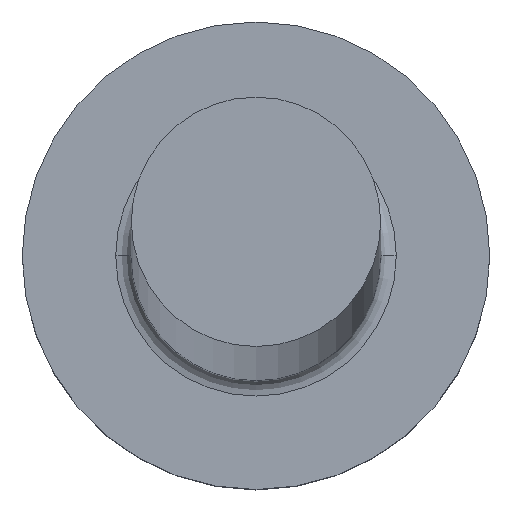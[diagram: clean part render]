
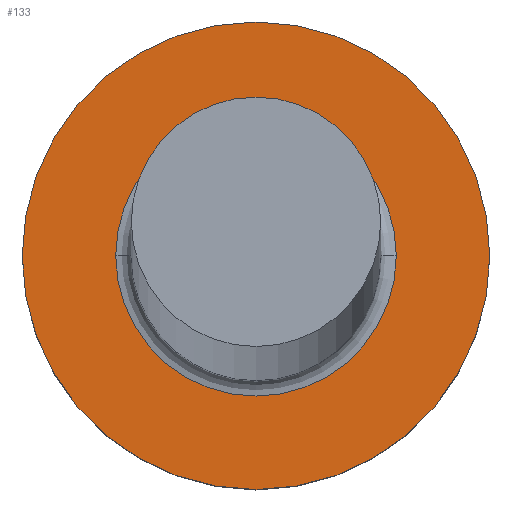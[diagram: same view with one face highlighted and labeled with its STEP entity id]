
A CAD part, top view. The second image highlights one B-rep face of the part: STEP entity #133.
In plain terms, the highlighted planar face has unit normal (0, 0, 1).
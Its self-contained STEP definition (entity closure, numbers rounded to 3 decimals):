
#2 = DIRECTION ( 'NONE',  ( 0., 0., 1. ) ) ;
#4 = ORIENTED_EDGE ( 'NONE', *, *, #251, .T. ) ;
#9 = ORIENTED_EDGE ( 'NONE', *, *, #229, .T. ) ;
#10 = DIRECTION ( 'NONE',  ( 1., 0., 0. ) ) ;
#12 = CARTESIAN_POINT ( 'NONE',  ( 0., 0., 3. ) ) ;
#31 = CARTESIAN_POINT ( 'NONE',  ( 0., 0., 3. ) ) ;
#46 = EDGE_CURVE ( 'NONE', #195, #65, #125, .T. ) ;
#65 = VERTEX_POINT ( 'NONE', #209 ) ;
#97 = CARTESIAN_POINT ( 'NONE',  ( -1.8, 0., 3. ) ) ;
#105 = CIRCLE ( 'NONE', #307, 1.8 ) ;
#115 = PLANE ( 'NONE',  #159 ) ;
#123 = CARTESIAN_POINT ( 'NONE',  ( 0., 0., 3. ) ) ;
#125 = CIRCLE ( 'NONE', #161, 3. ) ;
#130 = DIRECTION ( 'NONE',  ( 0., 0., -1. ) ) ;
#133 = ADVANCED_FACE ( 'NONE', ( #190, #223 ), #115, .T. ) ;
#137 = EDGE_LOOP ( 'NONE', ( #4, #9 ) ) ;
#141 = DIRECTION ( 'NONE',  ( 1., 0., 0. ) ) ;
#154 = VERTEX_POINT ( 'NONE', #97 ) ;
#155 = ORIENTED_EDGE ( 'NONE', *, *, #46, .T. ) ;
#159 = AXIS2_PLACEMENT_3D ( 'NONE', #123, #206, #141 ) ;
#161 = AXIS2_PLACEMENT_3D ( 'NONE', #188, #270, #210 ) ;
#172 = CARTESIAN_POINT ( 'NONE',  ( 1.8, 0., 3. ) ) ;
#185 = EDGE_CURVE ( 'NONE', #65, #195, #257, .T. ) ;
#188 = CARTESIAN_POINT ( 'NONE',  ( 0., 0., 3. ) ) ;
#190 = FACE_BOUND ( 'NONE', #137, .T. ) ;
#194 = CARTESIAN_POINT ( 'NONE',  ( -3., 0., 3. ) ) ;
#195 = VERTEX_POINT ( 'NONE', #194 ) ;
#206 = DIRECTION ( 'NONE',  ( 0., 0., 1. ) ) ;
#209 = CARTESIAN_POINT ( 'NONE',  ( 3., 0., 3. ) ) ;
#210 = DIRECTION ( 'NONE',  ( 1., 0., 0. ) ) ;
#214 = AXIS2_PLACEMENT_3D ( 'NONE', #272, #2, #236 ) ;
#215 = DIRECTION ( 'NONE',  ( 1., 0., 0. ) ) ;
#216 = VERTEX_POINT ( 'NONE', #172 ) ;
#220 = DIRECTION ( 'NONE',  ( 0., 0., -1. ) ) ;
#223 = FACE_OUTER_BOUND ( 'NONE', #240, .T. ) ;
#229 = EDGE_CURVE ( 'NONE', #154, #216, #263, .T. ) ;
#236 = DIRECTION ( 'NONE',  ( 1., 0., 0. ) ) ;
#240 = EDGE_LOOP ( 'NONE', ( #155, #279 ) ) ;
#251 = EDGE_CURVE ( 'NONE', #216, #154, #105, .T. ) ;
#257 = CIRCLE ( 'NONE', #214, 3. ) ;
#263 = CIRCLE ( 'NONE', #287, 1.8 ) ;
#270 = DIRECTION ( 'NONE',  ( 0., 0., 1. ) ) ;
#272 = CARTESIAN_POINT ( 'NONE',  ( 0., 0., 3. ) ) ;
#279 = ORIENTED_EDGE ( 'NONE', *, *, #185, .T. ) ;
#287 = AXIS2_PLACEMENT_3D ( 'NONE', #31, #130, #215 ) ;
#307 = AXIS2_PLACEMENT_3D ( 'NONE', #12, #220, #10 ) ;
